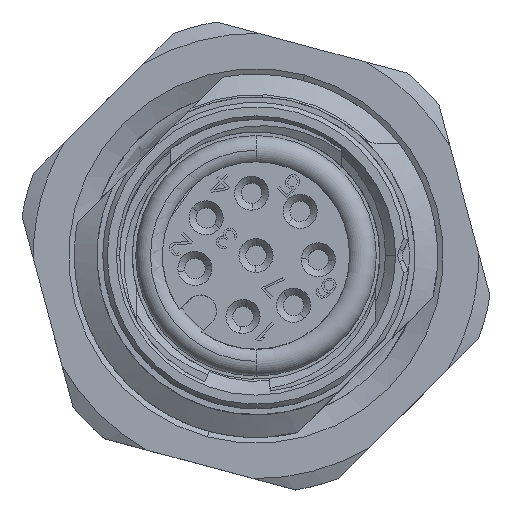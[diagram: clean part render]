
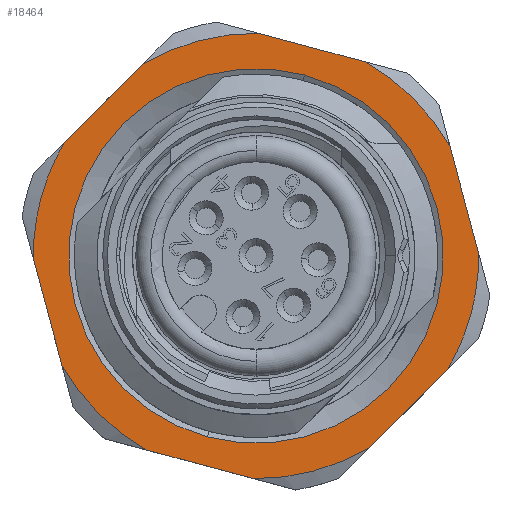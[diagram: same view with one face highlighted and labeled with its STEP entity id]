
A CAD part, top view. The second image highlights one B-rep face of the part: STEP entity #18464.
In plain terms, the highlighted planar face has unit normal (0, 0, 1).
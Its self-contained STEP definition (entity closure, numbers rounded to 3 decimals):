
#5345=DIRECTION('',(0.966,-0.259,0.));
#5346=VECTOR('',#5345,4.866);
#5347=CARTESIAN_POINT('',(-4.809,-8.547,3.05));
#5348=LINE('',#5347,#5346);
#5354=CARTESIAN_POINT('',(0.,0.,3.05));
#5355=DIRECTION('',(0.,0.,-1.));
#5356=DIRECTION('',(1.,0.011,0.));
#5357=AXIS2_PLACEMENT_3D('',#5354,#5355,#5356);
#5359=CARTESIAN_POINT('',(0.,0.,3.05));
#5360=DIRECTION('',(0.,0.,-1.));
#5361=DIRECTION('',(0.966,-0.259,0.));
#5362=AXIS2_PLACEMENT_3D('',#5359,#5360,#5361);
#5364=DIRECTION('',(-0.707,-0.707,0.));
#5365=VECTOR('',#5364,4.866);
#5366=CARTESIAN_POINT('',(8.438,-4.997,3.05));
#5367=LINE('',#5366,#5365);
#5368=CARTESIAN_POINT('',(0.,0.,3.05));
#5369=DIRECTION('',(0.,0.,-1.));
#5370=DIRECTION('',(0.51,-0.86,0.));
#5371=AXIS2_PLACEMENT_3D('',#5368,#5369,#5370);
#5373=CARTESIAN_POINT('',(0.,0.,3.05));
#5374=DIRECTION('',(0.,0.,-1.));
#5375=DIRECTION('',(-0.49,-0.872,0.));
#5376=AXIS2_PLACEMENT_3D('',#5373,#5374,#5375);
#5378=DIRECTION('',(-0.259,0.966,0.));
#5379=VECTOR('',#5378,4.866);
#5380=CARTESIAN_POINT('',(-8.547,-4.809,3.05));
#5381=LINE('',#5380,#5379);
#5382=CARTESIAN_POINT('',(0.,0.,3.05));
#5383=DIRECTION('',(0.,0.,-1.));
#5384=DIRECTION('',(-1.,-0.011,0.));
#5385=AXIS2_PLACEMENT_3D('',#5382,#5383,#5384);
#5387=CARTESIAN_POINT('',(0.,0.,3.05));
#5388=DIRECTION('',(0.,0.,-1.));
#5389=DIRECTION('',(-0.966,0.259,0.));
#5390=AXIS2_PLACEMENT_3D('',#5387,#5388,#5389);
#5392=DIRECTION('',(0.707,0.707,0.));
#5393=VECTOR('',#5392,4.866);
#5394=CARTESIAN_POINT('',(-8.438,4.997,3.05));
#5395=LINE('',#5394,#5393);
#5396=CARTESIAN_POINT('',(0.,0.,3.05));
#5397=DIRECTION('',(0.,0.,-1.));
#5398=DIRECTION('',(-0.51,0.86,0.));
#5399=AXIS2_PLACEMENT_3D('',#5396,#5397,#5398);
#5401=CARTESIAN_POINT('',(0.,0.,3.05));
#5402=DIRECTION('',(0.,0.,-1.));
#5403=DIRECTION('',(0.49,0.872,0.));
#5404=AXIS2_PLACEMENT_3D('',#5401,#5402,#5403);
#5406=DIRECTION('',(0.259,-0.966,0.));
#5407=VECTOR('',#5406,4.866);
#5408=CARTESIAN_POINT('',(8.547,4.809,3.05));
#5409=LINE('',#5408,#5407);
#5410=CARTESIAN_POINT('',(0.,0.,3.05));
#5411=DIRECTION('',(0.,0.,1.));
#5412=DIRECTION('',(-0.259,-0.966,0.));
#5413=AXIS2_PLACEMENT_3D('',#5410,#5411,#5412);
#5415=CARTESIAN_POINT('',(0.,0.,3.05));
#5416=DIRECTION('',(0.,0.,1.));
#5417=DIRECTION('',(0.259,0.966,0.));
#5418=AXIS2_PLACEMENT_3D('',#5415,#5416,#5417);
#5463=DIRECTION('',(-0.966,0.259,0.));
#5464=VECTOR('',#5463,4.866);
#5465=CARTESIAN_POINT('',(4.809,8.547,3.05));
#5466=LINE('',#5465,#5464);
#10649=CARTESIAN_POINT('',(9.472,-2.538,3.05));
#10650=CARTESIAN_POINT('',(8.438,-4.997,3.05));
#10651=VERTEX_POINT('',#10649);
#10652=VERTEX_POINT('',#10650);
#10653=CARTESIAN_POINT('',(9.806,0.109,3.05));
#10654=VERTEX_POINT('',#10653);
#10655=CARTESIAN_POINT('',(4.997,-8.438,3.05));
#10656=VERTEX_POINT('',#10655);
#10657=CARTESIAN_POINT('',(-0.109,-9.806,3.05));
#10658=VERTEX_POINT('',#10657);
#10659=CARTESIAN_POINT('',(-4.809,-8.547,3.05));
#10660=VERTEX_POINT('',#10659);
#10661=CARTESIAN_POINT('',(-8.547,-4.809,3.05));
#10662=VERTEX_POINT('',#10661);
#10663=CARTESIAN_POINT('',(-9.806,-0.109,3.05));
#10664=VERTEX_POINT('',#10663);
#10665=CARTESIAN_POINT('',(-9.472,2.538,3.05));
#10666=CARTESIAN_POINT('',(-8.438,4.997,3.05));
#10667=VERTEX_POINT('',#10665);
#10668=VERTEX_POINT('',#10666);
#10669=CARTESIAN_POINT('',(-4.997,8.438,3.05));
#10670=VERTEX_POINT('',#10669);
#10671=CARTESIAN_POINT('',(0.109,9.806,3.05));
#10672=VERTEX_POINT('',#10671);
#10673=CARTESIAN_POINT('',(4.809,8.547,3.05));
#10674=VERTEX_POINT('',#10673);
#10675=CARTESIAN_POINT('',(8.547,4.809,3.05));
#10676=VERTEX_POINT('',#10675);
#10677=CARTESIAN_POINT('',(-2.135,-7.969,3.05));
#10678=CARTESIAN_POINT('',(2.135,7.969,3.05));
#10679=VERTEX_POINT('',#10677);
#10680=VERTEX_POINT('',#10678);
#18426=CARTESIAN_POINT('',(0.,0.,3.05));
#18427=DIRECTION('',(0.,0.,-1.));
#18428=DIRECTION('',(-0.259,-0.966,0.));
#18429=AXIS2_PLACEMENT_3D('',#18426,#18427,#18428);
#18430=PLANE('',#18429);
#18432=ORIENTED_EDGE('',*,*,#18431,.T.);
#18434=ORIENTED_EDGE('',*,*,#18433,.T.);
#18436=ORIENTED_EDGE('',*,*,#18435,.T.);
#18437=ORIENTED_EDGE('',*,*,#18409,.T.);
#18438=ORIENTED_EDGE('',*,*,#18392,.F.);
#18440=ORIENTED_EDGE('',*,*,#18439,.T.);
#18442=ORIENTED_EDGE('',*,*,#18441,.T.);
#18444=ORIENTED_EDGE('',*,*,#18443,.T.);
#18446=ORIENTED_EDGE('',*,*,#18445,.T.);
#18448=ORIENTED_EDGE('',*,*,#18447,.T.);
#18450=ORIENTED_EDGE('',*,*,#18449,.T.);
#18452=ORIENTED_EDGE('',*,*,#18451,.F.);
#18454=ORIENTED_EDGE('',*,*,#18453,.T.);
#18456=ORIENTED_EDGE('',*,*,#18455,.T.);
#18457=EDGE_LOOP('',(#18432,#18434,#18436,#18437,#18438,#18440,#18442,#18444,
#18446,#18448,#18450,#18452,#18454,#18456));
#18458=FACE_OUTER_BOUND('',#18457,.F.);
#18460=ORIENTED_EDGE('',*,*,#18459,.T.);
#18461=ORIENTED_EDGE('',*,*,#15787,.T.);
#18462=EDGE_LOOP('',(#18460,#18461));
#18463=FACE_BOUND('',#18462,.F.);
#18464=ADVANCED_FACE('',(#18458,#18463),#18430,.F.);
#5358=CIRCLE('',#5357,9.807);
#5363=CIRCLE('',#5362,9.807);
#5372=CIRCLE('',#5371,9.807);
#5377=CIRCLE('',#5376,9.807);
#5386=CIRCLE('',#5385,9.807);
#5391=CIRCLE('',#5390,9.807);
#5400=CIRCLE('',#5399,9.807);
#5405=CIRCLE('',#5404,9.807);
#5414=CIRCLE('',#5413,8.25);
#5419=CIRCLE('',#5418,8.25);
#15787=EDGE_CURVE('',#10680,#10679,#5419,.T.);
#18392=EDGE_CURVE('',#10660,#10658,#5348,.T.);
#18409=EDGE_CURVE('',#10656,#10658,#5372,.T.);
#18431=EDGE_CURVE('',#10654,#10651,#5358,.T.);
#18433=EDGE_CURVE('',#10651,#10652,#5363,.T.);
#18435=EDGE_CURVE('',#10652,#10656,#5367,.T.);
#18439=EDGE_CURVE('',#10660,#10662,#5377,.T.);
#18441=EDGE_CURVE('',#10662,#10664,#5381,.T.);
#18443=EDGE_CURVE('',#10664,#10667,#5386,.T.);
#18445=EDGE_CURVE('',#10667,#10668,#5391,.T.);
#18447=EDGE_CURVE('',#10668,#10670,#5395,.T.);
#18449=EDGE_CURVE('',#10670,#10672,#5400,.T.);
#18451=EDGE_CURVE('',#10674,#10672,#5466,.T.);
#18453=EDGE_CURVE('',#10674,#10676,#5405,.T.);
#18455=EDGE_CURVE('',#10676,#10654,#5409,.T.);
#18459=EDGE_CURVE('',#10679,#10680,#5414,.T.);
